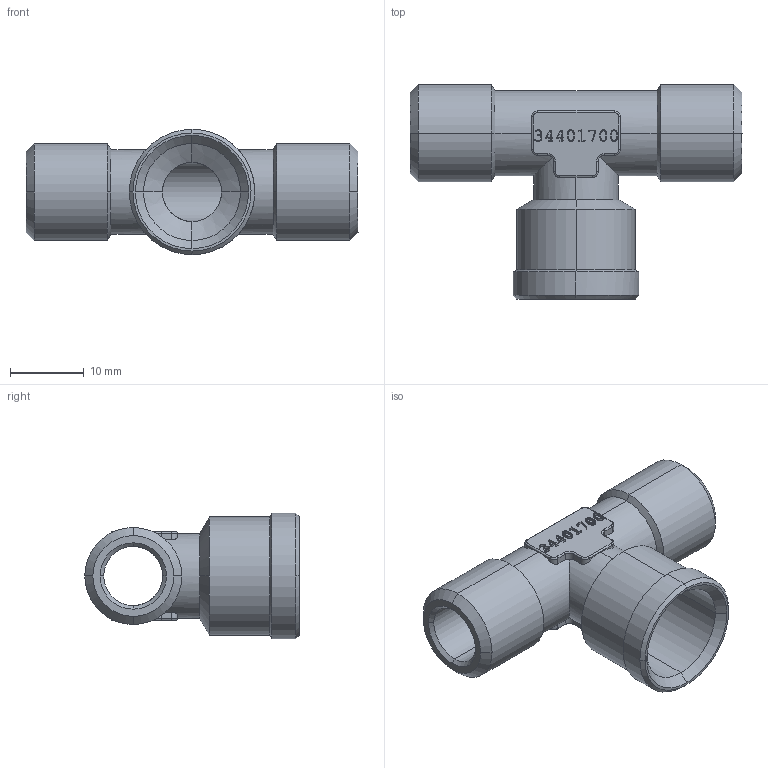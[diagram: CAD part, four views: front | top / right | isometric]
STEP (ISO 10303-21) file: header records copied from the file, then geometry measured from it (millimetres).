
FILE_DESCRIPTION(('STEP AP214'),'1');
FILE_NAME('0928_00_13.stp','2016-07-07T14:24:20',('TraceParts'),('TraceParts S.A.'),'Spatial InterOp 3D',' ',' ');
FILE_SCHEMA(('automotive_design'));
Length unit declared in the file: millimetre
Products named in the file (1): Import_e1
Bounding box: 45 x 29.07 x 17 mm (x, y, z)
Volume: 4347.8 mm3; surface area: 4618.3 mm2
Topology: 1 solids, 1 shells, 367 faces, 987 edges, 634 vertices
Faces by surface type: bspline 161, plane 94, cylinder 54, cone 42, torus 16
Entity records: 15535 total; most frequent: CARTESIAN_POINT 4459, ORIENTED_EDGE 1974, DIRECTION 1199, EDGE_CURVE 987, VERTEX_POINT 634, LINE 469, VECTOR 469, EDGE_LOOP 383
